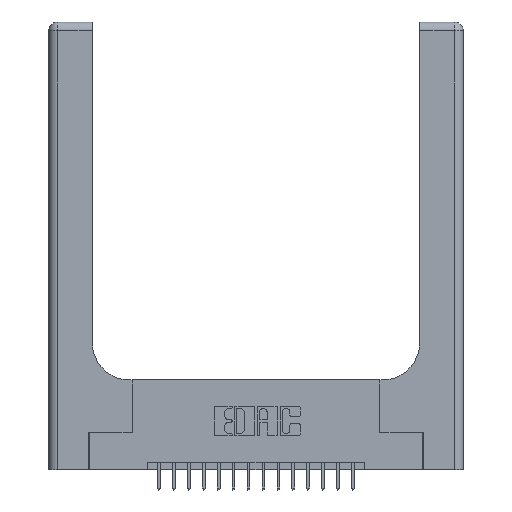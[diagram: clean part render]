
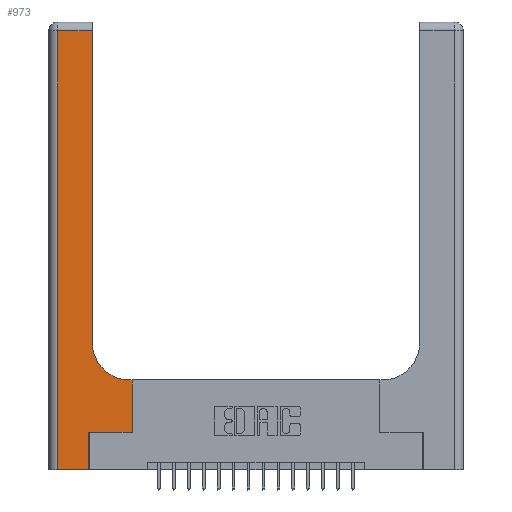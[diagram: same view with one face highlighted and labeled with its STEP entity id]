
A CAD part, top view. The second image highlights one B-rep face of the part: STEP entity #973.
In plain terms, the highlighted planar face has unit normal (0, 0, 1).
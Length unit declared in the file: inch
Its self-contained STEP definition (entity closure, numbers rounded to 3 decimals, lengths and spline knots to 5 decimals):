
#5 = CARTESIAN_POINT ( 'NONE',  ( 0.269, 0., 0.37 ) ) ;
#421 = DIRECTION ( 'NONE',  ( 0., -1., 0. ) ) ;
#540 = VECTOR ( 'NONE', #16920, 39.37008 ) ;
#610 = VERTEX_POINT ( 'NONE', #7240 ) ;
#742 = CARTESIAN_POINT ( 'NONE',  ( 0.2915, 2.94, 0.37 ) ) ;
#744 = DIRECTION ( 'NONE',  ( -1., 0., 0. ) ) ;
#973 = ADVANCED_FACE ( 'NONE', ( #1763 ), #9895, .F. ) ;
#1242 = VERTEX_POINT ( 'NONE', #10803 ) ;
#1320 = CARTESIAN_POINT ( 'NONE',  ( 0.269, 0.25, 0.37 ) ) ;
#1763 = FACE_OUTER_BOUND ( 'NONE', #9701, .T. ) ;
#2216 = VECTOR ( 'NONE', #18951, 39.37008 ) ;
#2368 = CIRCLE ( 'NONE', #9179, 0.25 ) ;
#2691 = CARTESIAN_POINT ( 'NONE',  ( 0.269, 0.25, 0.37 ) ) ;
#3336 = EDGE_CURVE ( 'NONE', #7777, #13129, #5777, .T. ) ;
#3870 = EDGE_CURVE ( 'NONE', #13129, #16166, #19638, .T. ) ;
#4720 = EDGE_CURVE ( 'NONE', #11793, #1242, #14550, .T. ) ;
#5041 = CARTESIAN_POINT ( 'NONE',  ( 0.06, 2.94, 0.37 ) ) ;
#5075 = LINE ( 'NONE', #13213, #17290 ) ;
#5103 = CARTESIAN_POINT ( 'NONE',  ( 0.2915, 0.85, 0.37 ) ) ;
#5285 = CARTESIAN_POINT ( 'NONE',  ( 0., 3., 0.37 ) ) ;
#5777 = LINE ( 'NONE', #10795, #11917 ) ;
#5795 = VECTOR ( 'NONE', #18114, 39.37008 ) ;
#6546 = CARTESIAN_POINT ( 'NONE',  ( 0.5415, 0.85, 0.37 ) ) ;
#6663 = DIRECTION ( 'NONE',  ( 1., 0., 0. ) ) ;
#6909 = VECTOR ( 'NONE', #8898, 39.37008 ) ;
#7240 = CARTESIAN_POINT ( 'NONE',  ( 0.06, 0., 0.37 ) ) ;
#7490 = CARTESIAN_POINT ( 'NONE',  ( 0., 2.94, 0.37 ) ) ;
#7777 = VERTEX_POINT ( 'NONE', #5103 ) ;
#8699 = VECTOR ( 'NONE', #6663, 39.37008 ) ;
#8721 = ORIENTED_EDGE ( 'NONE', *, *, #3870, .T. ) ;
#8898 = DIRECTION ( 'NONE',  ( 1., 0., 0. ) ) ;
#9179 = AXIS2_PLACEMENT_3D ( 'NONE', #6546, #18605, #15691 ) ;
#9202 = VERTEX_POINT ( 'NONE', #19902 ) ;
#9345 = LINE ( 'NONE', #12697, #8699 ) ;
#9701 = EDGE_LOOP ( 'NONE', ( #12510, #8721, #18731, #12285, #11841, #19469, #16977, #16277, #10044 ) ) ;
#9775 = LINE ( 'NONE', #12524, #2216 ) ;
#9804 = CARTESIAN_POINT ( 'NONE',  ( 0.2915, 0.6, 0.37 ) ) ;
#9895 = PLANE ( 'NONE',  #11662 ) ;
#10044 = ORIENTED_EDGE ( 'NONE', *, *, #12470, .T. ) ;
#10795 = CARTESIAN_POINT ( 'NONE',  ( 0.2915, 3., 0.37 ) ) ;
#10803 = CARTESIAN_POINT ( 'NONE',  ( 0.5415, 0.6, 0.37 ) ) ;
#11662 = AXIS2_PLACEMENT_3D ( 'NONE', #5285, #14242, #15957 ) ;
#11793 = VERTEX_POINT ( 'NONE', #19258 ) ;
#11841 = ORIENTED_EDGE ( 'NONE', *, *, #17416, .T. ) ;
#11917 = VECTOR ( 'NONE', #16842, 39.37008 ) ;
#11982 = CARTESIAN_POINT ( 'NONE',  ( 0.269, 0., 0.37 ) ) ;
#12285 = ORIENTED_EDGE ( 'NONE', *, *, #16173, .T. ) ;
#12470 = EDGE_CURVE ( 'NONE', #1242, #7777, #2368, .T. ) ;
#12510 = ORIENTED_EDGE ( 'NONE', *, *, #3336, .T. ) ;
#12524 = CARTESIAN_POINT ( 'NONE',  ( 0.5585, 0.25, 0.37 ) ) ;
#12697 = CARTESIAN_POINT ( 'NONE',  ( 0., 0., 0.37 ) ) ;
#12852 = EDGE_CURVE ( 'NONE', #14872, #9202, #16787, .T. ) ;
#13129 = VERTEX_POINT ( 'NONE', #742 ) ;
#13213 = CARTESIAN_POINT ( 'NONE',  ( 0.06, 3., 0.37 ) ) ;
#13487 = EDGE_CURVE ( 'NONE', #16166, #610, #5075, .T. ) ;
#13882 = LINE ( 'NONE', #11982, #5795 ) ;
#14242 = DIRECTION ( 'NONE',  ( 0., 0., -1. ) ) ;
#14550 = LINE ( 'NONE', #9804, #18061 ) ;
#14872 = VERTEX_POINT ( 'NONE', #1320 ) ;
#15691 = DIRECTION ( 'NONE',  ( 1., 0., 0. ) ) ;
#15905 = EDGE_CURVE ( 'NONE', #9202, #11793, #9775, .T. ) ;
#15957 = DIRECTION ( 'NONE',  ( -1., 0., 0. ) ) ;
#16166 = VERTEX_POINT ( 'NONE', #5041 ) ;
#16173 = EDGE_CURVE ( 'NONE', #610, #18812, #9345, .T. ) ;
#16277 = ORIENTED_EDGE ( 'NONE', *, *, #4720, .T. ) ;
#16787 = LINE ( 'NONE', #2691, #6909 ) ;
#16842 = DIRECTION ( 'NONE',  ( 0., 1., 0. ) ) ;
#16920 = DIRECTION ( 'NONE',  ( -1., 0., 0. ) ) ;
#16977 = ORIENTED_EDGE ( 'NONE', *, *, #15905, .T. ) ;
#17290 = VECTOR ( 'NONE', #421, 39.37008 ) ;
#17416 = EDGE_CURVE ( 'NONE', #18812, #14872, #13882, .T. ) ;
#18061 = VECTOR ( 'NONE', #744, 39.37008 ) ;
#18114 = DIRECTION ( 'NONE',  ( 0., 1., 0. ) ) ;
#18605 = DIRECTION ( 'NONE',  ( 0., 0., -1. ) ) ;
#18731 = ORIENTED_EDGE ( 'NONE', *, *, #13487, .T. ) ;
#18812 = VERTEX_POINT ( 'NONE', #5 ) ;
#18951 = DIRECTION ( 'NONE',  ( 0., 1., 0. ) ) ;
#19258 = CARTESIAN_POINT ( 'NONE',  ( 0.5585, 0.6, 0.37 ) ) ;
#19469 = ORIENTED_EDGE ( 'NONE', *, *, #12852, .T. ) ;
#19638 = LINE ( 'NONE', #7490, #540 ) ;
#19902 = CARTESIAN_POINT ( 'NONE',  ( 0.5585, 0.25, 0.37 ) ) ;
